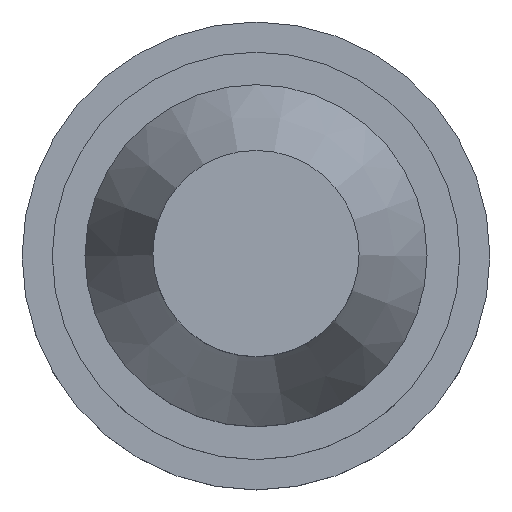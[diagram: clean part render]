
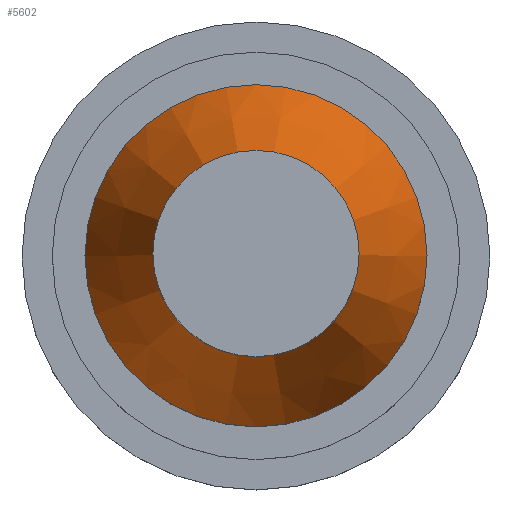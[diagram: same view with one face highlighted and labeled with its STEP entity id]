
A CAD part, top view. The second image highlights one B-rep face of the part: STEP entity #5602.
In plain terms, the highlighted conical face has half-angle 21.194 degrees and reference radius 17 mm.
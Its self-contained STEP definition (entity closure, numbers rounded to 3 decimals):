
#67=CONICAL_SURFACE($,#5870,17.,21.194);
#133=CIRCLE($,#5869,7.5);
#134=CIRCLE($,#5871,17.);
#837=FACE_OUTER_BOUND($,#1348,.T.);
#935=FACE_BOUND($,#1349,.T.);
#1348=EDGE_LOOP($,(#5070));
#1349=EDGE_LOOP($,(#5071));
#2774=VERTEX_POINT($,#10529);
#2775=VERTEX_POINT($,#10532);
#3543=EDGE_CURVE($,#2774,#2774,#133,.T.);
#3544=EDGE_CURVE($,#2775,#2775,#134,.T.);
#5070=ORIENTED_EDGE($,*,*,#3544,.T.);
#5071=ORIENTED_EDGE($,*,*,#3543,.T.);
#5602=ADVANCED_FACE($,(#837,#935),#67,.T.);
#5869=AXIS2_PLACEMENT_3D($,#10530,#6838,#6839);
#5870=AXIS2_PLACEMENT_3D($,#10531,#6840,#6841);
#5871=AXIS2_PLACEMENT_3D($,#10533,#6842,#6843);
#6838=DIRECTION('center_axis',(0.,0.,-1.));
#6839=DIRECTION('ref_axis',(-1.,0.,0.));
#6840=DIRECTION('center_axis',(0.,0.,-1.));
#6841=DIRECTION('ref_axis',(1.,0.,0.));
#6842=DIRECTION('center_axis',(0.,0.,1.));
#6843=DIRECTION('ref_axis',(-1.,0.,0.));
#10529=CARTESIAN_POINT('',(-7.5,0.,53.5));
#10530=CARTESIAN_POINT('Origin',(0.,0.,53.5));
#10531=CARTESIAN_POINT('Origin',(0.,0.,29.));
#10532=CARTESIAN_POINT('',(17.,0.,29.));
#10533=CARTESIAN_POINT('Origin',(0.,0.,29.));
